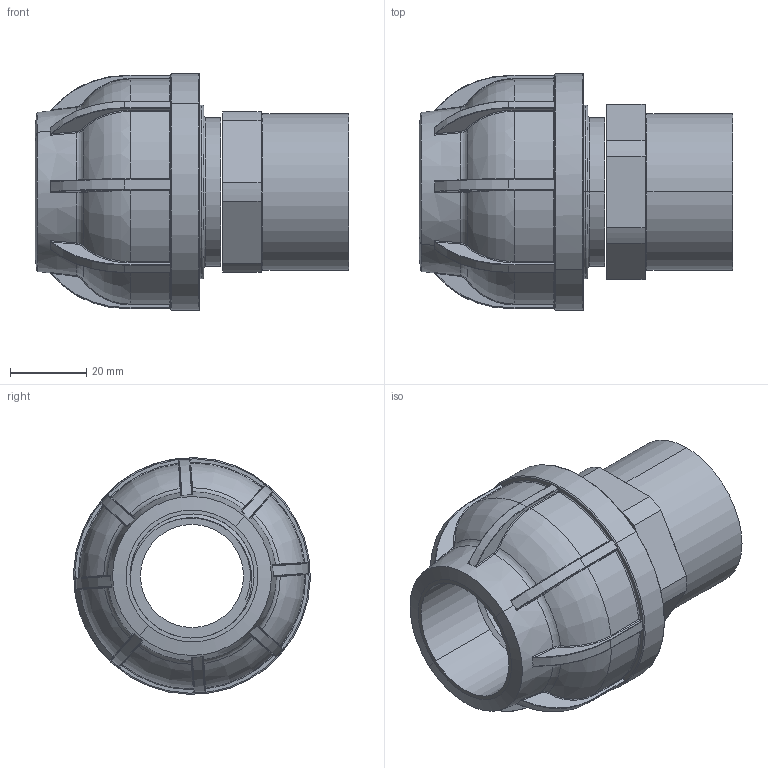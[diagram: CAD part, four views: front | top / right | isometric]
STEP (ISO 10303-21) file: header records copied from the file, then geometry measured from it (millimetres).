
FILE_DESCRIPTION (( 'STEP AP203' ), '1' );
FILE_NAME ('R202.032.001.step', '2013-11-19T09:04:22', ( 'Alusic' ), ( 'Alusic' ), 'SwSTEP 2.0', 'SolidWorks 2011', '' );
FILE_SCHEMA (( 'CONFIG_CONTROL_DESIGN' ));
Length unit declared in the file: millimetre
Products named in the file (1): R202.032.001
Bounding box: 82.15 x 61.98 x 61.98 mm (x, y, z)
Surface area: 30297.8 mm2 (no closed solid volume)
Topology: 0 solids, 4 shells, 580 faces, 1812 edges, 1098 vertices
Faces by surface type: cylinder 190, torus 130, plane 121, bspline 120, cone 11, sphere 8
Entity records: 28745 total; most frequent: CARTESIAN_POINT 14354, DIRECTION 2935, ORIENTED_EDGE 2866, EDGE_CURVE 1810, AXIS2_PLACEMENT_3D 1274, VERTEX_POINT 1098, CIRCLE 813, EDGE_LOOP 587
